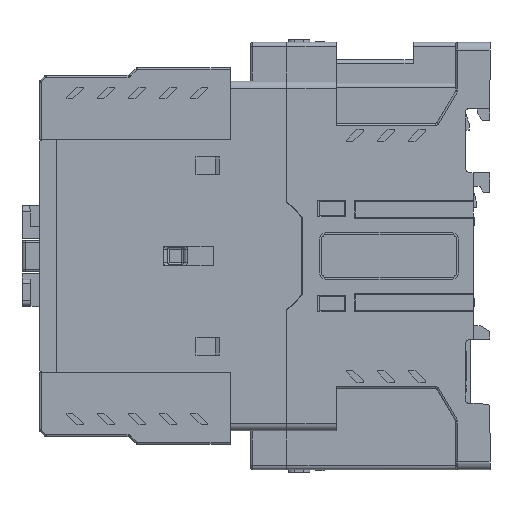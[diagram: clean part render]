
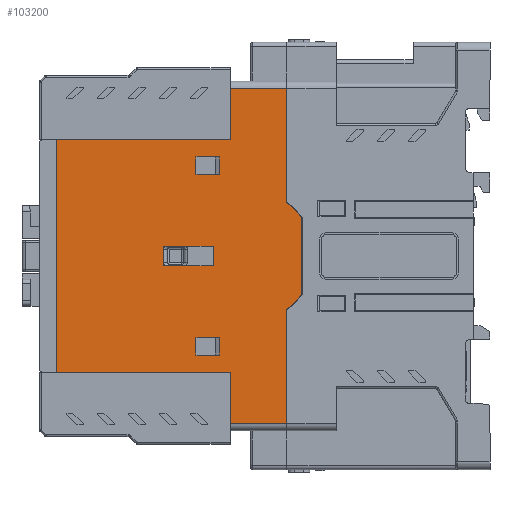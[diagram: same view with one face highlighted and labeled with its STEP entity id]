
A CAD part, left-side view. The second image highlights one B-rep face of the part: STEP entity #103200.
In plain terms, the highlighted planar face has unit normal (-1, 0, 0).
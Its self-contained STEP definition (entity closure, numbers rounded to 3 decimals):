
#82315=DIRECTION('',(0.,0.,1.));
#82316=VECTOR('',#82315,29.2);
#82317=CARTESIAN_POINT('',(-27.5,52.3,-43.));
#82318=LINE('',#82317,#82316);
#82331=DIRECTION('',(0.,0.,1.));
#82332=VECTOR('',#82331,29.2);
#82333=CARTESIAN_POINT('',(-27.5,52.3,13.8));
#82334=LINE('',#82333,#82332);
#82840=DIRECTION('',(0.,-1.,0.));
#82841=VECTOR('',#82840,12.7);
#82842=CARTESIAN_POINT('',(-27.5,84.,2.5));
#82843=LINE('',#82842,#82841);
#82844=DIRECTION('',(0.,0.,1.));
#82845=VECTOR('',#82844,5.);
#82846=CARTESIAN_POINT('',(-27.5,84.,-2.5));
#82847=LINE('',#82846,#82845);
#82848=DIRECTION('',(0.,1.,0.));
#82849=VECTOR('',#82848,12.7);
#82850=CARTESIAN_POINT('',(-27.5,71.3,-2.5));
#82851=LINE('',#82850,#82849);
#82852=DIRECTION('',(0.,0.,-1.));
#82853=VECTOR('',#82852,5.);
#82854=CARTESIAN_POINT('',(-27.5,71.3,2.5));
#82855=LINE('',#82854,#82853);
#82856=DIRECTION('',(0.,0.,-1.));
#82857=VECTOR('',#82856,4.5);
#82858=CARTESIAN_POINT('',(-27.5,69.7,25.5));
#82859=LINE('',#82858,#82857);
#82860=DIRECTION('',(0.,0.,1.));
#82861=VECTOR('',#82860,4.5);
#82862=CARTESIAN_POINT('',(-27.5,75.7,21.));
#82863=LINE('',#82862,#82861);
#82864=DIRECTION('',(0.,0.,-1.));
#82865=VECTOR('',#82864,4.5);
#82866=CARTESIAN_POINT('',(-27.5,69.7,-21.));
#82867=LINE('',#82866,#82865);
#82868=DIRECTION('',(0.,0.,1.));
#82869=VECTOR('',#82868,4.5);
#82870=CARTESIAN_POINT('',(-27.5,75.7,-25.5));
#82871=LINE('',#82870,#82869);
#82872=DIRECTION('',(0.,-1.,0.));
#82873=VECTOR('',#82872,14.6);
#82874=CARTESIAN_POINT('',(-27.5,66.9,43.));
#82875=LINE('',#82874,#82873);
#82876=DIRECTION('',(0.,0.707,0.707));
#82877=VECTOR('',#82876,5.374);
#82878=CARTESIAN_POINT('',(-27.5,48.5,10.));
#82879=LINE('',#82878,#82877);
#82880=DIRECTION('',(0.,0.,1.));
#82881=VECTOR('',#82880,20.);
#82882=CARTESIAN_POINT('',(-27.5,48.5,-10.));
#82883=LINE('',#82882,#82881);
#82884=DIRECTION('',(0.,-0.707,0.707));
#82885=VECTOR('',#82884,5.374);
#82886=CARTESIAN_POINT('',(-27.5,52.3,-13.8));
#82887=LINE('',#82886,#82885);
#82888=DIRECTION('',(0.,1.,0.));
#82889=VECTOR('',#82888,14.6);
#82890=CARTESIAN_POINT('',(-27.5,52.3,-43.));
#82891=LINE('',#82890,#82889);
#82892=DIRECTION('',(0.,0.,1.));
#82893=VECTOR('',#82892,13.);
#82894=CARTESIAN_POINT('',(-27.5,66.9,-43.));
#82895=LINE('',#82894,#82893);
#82896=DIRECTION('',(0.,-1.,0.));
#82897=VECTOR('',#82896,44.8);
#82898=CARTESIAN_POINT('',(-27.5,111.7,-30.));
#82899=LINE('',#82898,#82897);
#82900=DIRECTION('',(0.,0.,1.));
#82901=VECTOR('',#82900,60.);
#82902=CARTESIAN_POINT('',(-27.5,111.7,-30.));
#82903=LINE('',#82902,#82901);
#82904=DIRECTION('',(0.,-1.,0.));
#82905=VECTOR('',#82904,44.8);
#82906=CARTESIAN_POINT('',(-27.5,111.7,30.));
#82907=LINE('',#82906,#82905);
#82908=DIRECTION('',(0.,0.,-1.));
#82909=VECTOR('',#82908,13.);
#82910=CARTESIAN_POINT('',(-27.5,66.9,43.));
#82911=LINE('',#82910,#82909);
#90417=DIRECTION('',(0.,-1.,0.));
#90418=VECTOR('',#90417,6.);
#90419=CARTESIAN_POINT('',(-27.5,75.7,25.5));
#90420=LINE('',#90419,#90418);
#90445=DIRECTION('',(0.,1.,0.));
#90446=VECTOR('',#90445,6.);
#90447=CARTESIAN_POINT('',(-27.5,69.7,21.));
#90448=LINE('',#90447,#90446);
#96282=DIRECTION('',(0.,1.,0.));
#96283=VECTOR('',#96282,6.);
#96284=CARTESIAN_POINT('',(-27.5,69.7,-25.5));
#96285=LINE('',#96284,#96283);
#96302=DIRECTION('',(0.,-1.,0.));
#96303=VECTOR('',#96302,6.);
#96304=CARTESIAN_POINT('',(-27.5,75.7,-21.));
#96305=LINE('',#96304,#96303);
#97640=CARTESIAN_POINT('',(-27.5,111.7,-30.));
#97641=CARTESIAN_POINT('',(-27.5,111.7,30.));
#97642=VERTEX_POINT('',#97640);
#97643=VERTEX_POINT('',#97641);
#97648=CARTESIAN_POINT('',(-27.5,66.9,30.));
#97649=VERTEX_POINT('',#97648);
#97650=CARTESIAN_POINT('',(-27.5,66.9,-30.));
#97651=VERTEX_POINT('',#97650);
#98104=CARTESIAN_POINT('',(-27.5,48.5,-10.));
#98105=CARTESIAN_POINT('',(-27.5,48.5,10.));
#98106=VERTEX_POINT('',#98104);
#98107=VERTEX_POINT('',#98105);
#98108=CARTESIAN_POINT('',(-27.5,52.3,-13.8));
#98110=VERTEX_POINT('',#98108);
#98112=CARTESIAN_POINT('',(-27.5,52.3,13.8));
#98114=VERTEX_POINT('',#98112);
#98502=CARTESIAN_POINT('',(-27.5,75.7,25.5));
#98504=VERTEX_POINT('',#98502);
#98506=CARTESIAN_POINT('',(-27.5,75.7,21.));
#98508=VERTEX_POINT('',#98506);
#98510=CARTESIAN_POINT('',(-27.5,75.7,-25.5));
#98512=VERTEX_POINT('',#98510);
#98514=CARTESIAN_POINT('',(-27.5,75.7,-21.));
#98516=VERTEX_POINT('',#98514);
#98518=CARTESIAN_POINT('',(-27.5,84.,2.5));
#98520=VERTEX_POINT('',#98518);
#98522=CARTESIAN_POINT('',(-27.5,71.3,2.5));
#98524=VERTEX_POINT('',#98522);
#98526=CARTESIAN_POINT('',(-27.5,71.3,-2.5));
#98528=VERTEX_POINT('',#98526);
#98530=CARTESIAN_POINT('',(-27.5,84.,-2.5));
#98532=VERTEX_POINT('',#98530);
#99728=CARTESIAN_POINT('',(-27.5,52.3,43.));
#99730=VERTEX_POINT('',#99728);
#99731=CARTESIAN_POINT('',(-27.5,66.9,43.));
#99732=VERTEX_POINT('',#99731);
#99736=CARTESIAN_POINT('',(-27.5,66.9,-43.));
#99738=VERTEX_POINT('',#99736);
#99739=CARTESIAN_POINT('',(-27.5,52.3,-43.));
#99740=VERTEX_POINT('',#99739);
#100803=CARTESIAN_POINT('',(-27.5,69.7,25.5));
#100804=CARTESIAN_POINT('',(-27.5,69.7,21.));
#100805=VERTEX_POINT('',#100803);
#100806=VERTEX_POINT('',#100804);
#100811=CARTESIAN_POINT('',(-27.5,69.7,-21.));
#100812=CARTESIAN_POINT('',(-27.5,69.7,-25.5));
#100813=VERTEX_POINT('',#100811);
#100814=VERTEX_POINT('',#100812);
#103142=CARTESIAN_POINT('',(-27.5,114.2,-45.));
#103143=DIRECTION('',(-1.,0.,0.));
#103144=DIRECTION('',(0.,-1.,0.));
#103145=AXIS2_PLACEMENT_3D('',#103142,#103143,#103144);
#103146=PLANE('',#103145);
#103147=ORIENTED_EDGE('',*,*,#103127,.T.);
#103148=ORIENTED_EDGE('',*,*,#102462,.F.);
#103150=ORIENTED_EDGE('',*,*,#103149,.F.);
#103152=ORIENTED_EDGE('',*,*,#103151,.F.);
#103154=ORIENTED_EDGE('',*,*,#103153,.F.);
#103155=ORIENTED_EDGE('',*,*,#102454,.F.);
#103157=ORIENTED_EDGE('',*,*,#103156,.T.);
#103159=ORIENTED_EDGE('',*,*,#103158,.T.);
#103161=ORIENTED_EDGE('',*,*,#103160,.F.);
#103163=ORIENTED_EDGE('',*,*,#103162,.T.);
#103165=ORIENTED_EDGE('',*,*,#103164,.T.);
#103167=ORIENTED_EDGE('',*,*,#103166,.F.);
#103168=EDGE_LOOP('',(#103147,#103148,#103150,#103152,#103154,#103155,#103157,
#103159,#103161,#103163,#103165,#103167));
#103169=FACE_OUTER_BOUND('',#103168,.F.);
#103171=ORIENTED_EDGE('',*,*,#103170,.F.);
#103173=ORIENTED_EDGE('',*,*,#103172,.F.);
#103175=ORIENTED_EDGE('',*,*,#103174,.F.);
#103177=ORIENTED_EDGE('',*,*,#103176,.F.);
#103178=EDGE_LOOP('',(#103171,#103173,#103175,#103177));
#103179=FACE_BOUND('',#103178,.F.);
#103181=ORIENTED_EDGE('',*,*,#103180,.F.);
#103183=ORIENTED_EDGE('',*,*,#103182,.F.);
#103185=ORIENTED_EDGE('',*,*,#103184,.F.);
#103187=ORIENTED_EDGE('',*,*,#103186,.F.);
#103188=EDGE_LOOP('',(#103181,#103183,#103185,#103187));
#103189=FACE_BOUND('',#103188,.F.);
#103191=ORIENTED_EDGE('',*,*,#103190,.F.);
#103193=ORIENTED_EDGE('',*,*,#103192,.F.);
#103195=ORIENTED_EDGE('',*,*,#103194,.F.);
#103197=ORIENTED_EDGE('',*,*,#103196,.F.);
#103198=EDGE_LOOP('',(#103191,#103193,#103195,#103197));
#103199=FACE_BOUND('',#103198,.F.);
#102454=EDGE_CURVE('',#99740,#98110,#82318,.T.);
#102462=EDGE_CURVE('',#98114,#99730,#82334,.T.);
#103127=EDGE_CURVE('',#99732,#99730,#82875,.T.);
#103149=EDGE_CURVE('',#98107,#98114,#82879,.T.);
#103151=EDGE_CURVE('',#98106,#98107,#82883,.T.);
#103153=EDGE_CURVE('',#98110,#98106,#82887,.T.);
#103156=EDGE_CURVE('',#99740,#99738,#82891,.T.);
#103158=EDGE_CURVE('',#99738,#97651,#82895,.T.);
#103160=EDGE_CURVE('',#97642,#97651,#82899,.T.);
#103162=EDGE_CURVE('',#97642,#97643,#82903,.T.);
#103164=EDGE_CURVE('',#97643,#97649,#82907,.T.);
#103166=EDGE_CURVE('',#99732,#97649,#82911,.T.);
#103170=EDGE_CURVE('',#100805,#100806,#82859,.T.);
#103172=EDGE_CURVE('',#98504,#100805,#90420,.T.);
#103174=EDGE_CURVE('',#98508,#98504,#82863,.T.);
#103176=EDGE_CURVE('',#100806,#98508,#90448,.T.);
#103180=EDGE_CURVE('',#100813,#100814,#82867,.T.);
#103182=EDGE_CURVE('',#98516,#100813,#96305,.T.);
#103184=EDGE_CURVE('',#98512,#98516,#82871,.T.);
#103186=EDGE_CURVE('',#100814,#98512,#96285,.T.);
#103190=EDGE_CURVE('',#98520,#98524,#82843,.T.);
#103192=EDGE_CURVE('',#98532,#98520,#82847,.T.);
#103194=EDGE_CURVE('',#98528,#98532,#82851,.T.);
#103196=EDGE_CURVE('',#98524,#98528,#82855,.T.);
#103200=ADVANCED_FACE('',(#103169,#103179,#103189,#103199),#103146,.T.);
